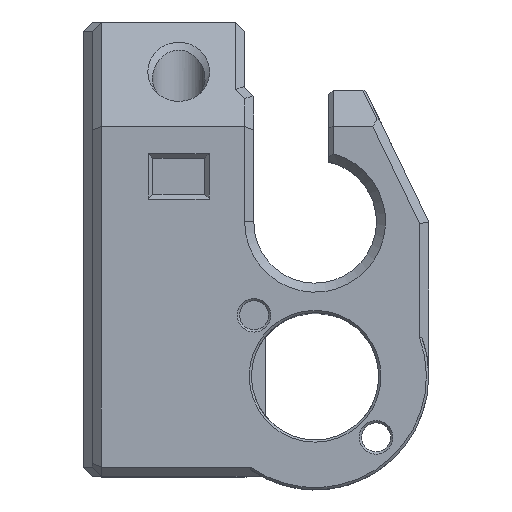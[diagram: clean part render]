
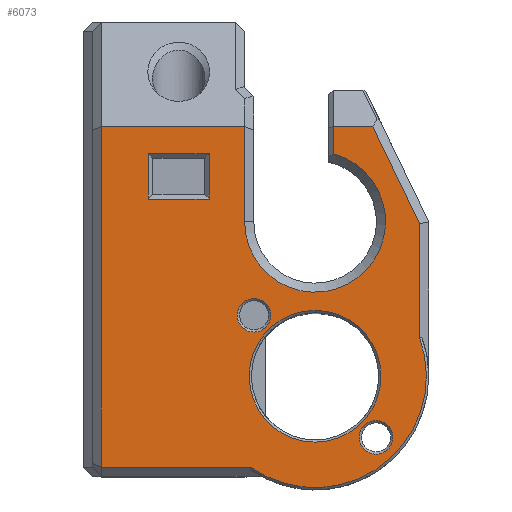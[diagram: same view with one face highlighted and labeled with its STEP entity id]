
A CAD part, top view. The second image highlights one B-rep face of the part: STEP entity #6073.
In plain terms, the highlighted planar face has unit normal (0, 0, 1).
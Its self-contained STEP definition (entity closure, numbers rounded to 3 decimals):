
#119=FACE_BOUND('',#1142,.T.);
#120=FACE_BOUND('',#1143,.T.);
#121=FACE_BOUND('',#1144,.T.);
#122=FACE_BOUND('',#1145,.T.);
#154=CIRCLE('',#6245,1.85);
#155=CIRCLE('',#6247,1.85);
#157=CIRCLE('',#6250,7.25);
#161=CIRCLE('',#6260,12.25);
#221=CIRCLE('',#6497,7.75);
#444=PLANE('',#6496);
#776=FACE_OUTER_BOUND('',#1141,.T.);
#1141=EDGE_LOOP('',(#5544,#5545,#5546,#5547,#5548,#5549,#5550,#5551,#5552,
#5553));
#1142=EDGE_LOOP('',(#5554));
#1143=EDGE_LOOP('',(#5555,#5556,#5557,#5558));
#1144=EDGE_LOOP('',(#5559));
#1145=EDGE_LOOP('',(#5560));
#1376=LINE('',#9133,#2018);
#1412=LINE('',#9369,#2054);
#1414=LINE('',#9374,#2056);
#1417=LINE('',#9378,#2059);
#1418=LINE('',#9380,#2060);
#1456=LINE('',#9710,#2098);
#1458=LINE('',#9714,#2100);
#1464=LINE('',#9734,#2106);
#1471=LINE('',#9807,#2113);
#1473=LINE('',#9816,#2115);
#1769=LINE('',#11221,#2411);
#1770=LINE('',#11222,#2412);
#2018=VECTOR('',#6838,10.);
#2054=VECTOR('',#6924,10.);
#2056=VECTOR('',#6928,10.);
#2059=VECTOR('',#6933,10.);
#2060=VECTOR('',#6936,10.);
#2098=VECTOR('',#7054,1000.);
#2100=VECTOR('',#7058,1000.);
#2106=VECTOR('',#7080,1000.);
#2113=VECTOR('',#7109,1000.);
#2115=VECTOR('',#7115,1000.);
#2411=VECTOR('',#7875,10.);
#2412=VECTOR('',#7876,1000.);
#2761=VERTEX_POINT('',#9130);
#2762=VERTEX_POINT('',#9132);
#2793=VERTEX_POINT('',#9364);
#2794=VERTEX_POINT('',#9368);
#2795=VERTEX_POINT('',#9372);
#2796=VERTEX_POINT('',#9373);
#2828=VERTEX_POINT('',#9590);
#2845=VERTEX_POINT('',#9709);
#2846=VERTEX_POINT('',#9713);
#2848=VERTEX_POINT('',#9719);
#2849=VERTEX_POINT('',#9723);
#2851=VERTEX_POINT('',#9729);
#2852=VERTEX_POINT('',#9733);
#2860=VERTEX_POINT('',#9800);
#2862=VERTEX_POINT('',#9811);
#3083=VERTEX_POINT('',#11219);
#3084=VERTEX_POINT('',#11220);
#3385=EDGE_CURVE('',#2761,#2762,#1376,.T.);
#3432=EDGE_CURVE('',#2794,#2793,#1412,.T.);
#3434=EDGE_CURVE('',#2795,#2796,#1414,.T.);
#3437=EDGE_CURVE('',#2796,#2761,#1417,.T.);
#3438=EDGE_CURVE('',#2762,#2795,#1418,.T.);
#3505=EDGE_CURVE('',#2845,#2828,#1456,.T.);
#3507=EDGE_CURVE('',#2845,#2846,#1458,.T.);
#3511=EDGE_CURVE('',#2848,#2848,#154,.T.);
#3513=EDGE_CURVE('',#2849,#2849,#155,.T.);
#3516=EDGE_CURVE('',#2851,#2851,#157,.T.);
#3517=EDGE_CURVE('',#2846,#2852,#1464,.T.);
#3529=EDGE_CURVE('',#2852,#2793,#161,.T.);
#3534=EDGE_CURVE('',#2860,#2794,#1471,.T.);
#3537=EDGE_CURVE('',#2862,#2828,#1473,.T.);
#3924=EDGE_CURVE('',#3083,#3084,#1769,.T.);
#3925=EDGE_CURVE('',#2860,#3083,#1770,.T.);
#3926=EDGE_CURVE('',#3084,#2862,#221,.T.);
#5544=ORIENTED_EDGE('',*,*,#3924,.F.);
#5545=ORIENTED_EDGE('',*,*,#3925,.F.);
#5546=ORIENTED_EDGE('',*,*,#3534,.T.);
#5547=ORIENTED_EDGE('',*,*,#3432,.T.);
#5548=ORIENTED_EDGE('',*,*,#3529,.F.);
#5549=ORIENTED_EDGE('',*,*,#3517,.F.);
#5550=ORIENTED_EDGE('',*,*,#3507,.F.);
#5551=ORIENTED_EDGE('',*,*,#3505,.T.);
#5552=ORIENTED_EDGE('',*,*,#3537,.F.);
#5553=ORIENTED_EDGE('',*,*,#3926,.F.);
#5554=ORIENTED_EDGE('',*,*,#3516,.F.);
#5555=ORIENTED_EDGE('',*,*,#3434,.F.);
#5556=ORIENTED_EDGE('',*,*,#3438,.F.);
#5557=ORIENTED_EDGE('',*,*,#3385,.F.);
#5558=ORIENTED_EDGE('',*,*,#3437,.F.);
#5559=ORIENTED_EDGE('',*,*,#3511,.T.);
#5560=ORIENTED_EDGE('',*,*,#3513,.T.);
#6073=ADVANCED_FACE('',(#776,#119,#120,#121,#122),#444,.F.);
#6245=AXIS2_PLACEMENT_3D('',#9721,#7064,#7065);
#6247=AXIS2_PLACEMENT_3D('',#9725,#7069,#7070);
#6250=AXIS2_PLACEMENT_3D('',#9731,#7076,#7077);
#6260=AXIS2_PLACEMENT_3D('',#9798,#7099,#7100);
#6496=AXIS2_PLACEMENT_3D('',#11218,#7873,#7874);
#6497=AXIS2_PLACEMENT_3D('',#11223,#7877,#7878);
#6838=DIRECTION('',(1.,0.,0.));
#6924=DIRECTION('',(1.,0.,0.));
#6928=DIRECTION('',(-1.,0.,0.));
#6933=DIRECTION('',(0.,-1.,0.));
#6936=DIRECTION('',(0.,1.,0.));
#7054=DIRECTION('',(-1.,0.,0.));
#7058=DIRECTION('',(0.434,-0.901,0.));
#7064=DIRECTION('center_axis',(0.,0.,-1.));
#7065=DIRECTION('ref_axis',(1.,0.,0.));
#7069=DIRECTION('center_axis',(0.,0.,-1.));
#7070=DIRECTION('ref_axis',(1.,0.,0.));
#7076=DIRECTION('center_axis',(0.,0.,
1.));
#7077=DIRECTION('ref_axis',(0.,1.,0.));
#7080=DIRECTION('',(0.,-1.,0.));
#7099=DIRECTION('center_axis',(0.,0.,-1.));
#7100=DIRECTION('ref_axis',(1.,0.,0.));
#7109=DIRECTION('',(0.,-1.,0.));
#7115=DIRECTION('',(0.,1.,0.));
#7873=DIRECTION('center_axis',(0.,0.,
-1.));
#7874=DIRECTION('ref_axis',(1.,0.,0.));
#7875=DIRECTION('',(0.,-1.,0.));
#7876=DIRECTION('',(1.,0.,0.));
#7877=DIRECTION('center_axis',(0.,0.,
1.));
#7878=DIRECTION('ref_axis',(0.398,-0.918,0.));
#9130=CARTESIAN_POINT('',(-18.35,-41.499,0.));
#9132=CARTESIAN_POINT('',(-11.65,-41.499,0.));
#9133=CARTESIAN_POINT('',(-38.868,-41.499,0.));
#9364=CARTESIAN_POINT('',(-7.077,-70.999,0.));
#9368=CARTESIAN_POINT('',(-23.5,-70.999,0.));
#9369=CARTESIAN_POINT('',(-62.736,-70.999,0.));
#9372=CARTESIAN_POINT('',(-11.65,-36.499,0.));
#9373=CARTESIAN_POINT('',(-18.35,-36.499,0.));
#9374=CARTESIAN_POINT('',(-40.293,-36.499,0.));
#9378=CARTESIAN_POINT('',(-18.35,-15.249,0.));
#9380=CARTESIAN_POINT('',(-11.65,-13.249,0.));
#9590=CARTESIAN_POINT('',(2.,-33.5,0.));
#9709=CARTESIAN_POINT('',(6.335,-33.5,0.));
#9710=CARTESIAN_POINT('',(0.,-33.5,0.));
#9713=CARTESIAN_POINT('',(11.5,-44.228,0.));
#9714=CARTESIAN_POINT('',(11.599,-44.434,0.));
#9719=CARTESIAN_POINT('',(4.868,-67.718,0.));
#9721=CARTESIAN_POINT('Origin',(6.718,-67.718,0.));
#9723=CARTESIAN_POINT('',(-8.568,-54.282,0.));
#9725=CARTESIAN_POINT('Origin',(-6.718,-54.282,0.));
#9729=CARTESIAN_POINT('',(0.,-68.25,0.));
#9731=CARTESIAN_POINT('Origin',(0.,-61.,0.));
#9733=CARTESIAN_POINT('',(11.5,-56.78,0.));
#9734=CARTESIAN_POINT('',(11.5,-61.,0.));
#9798=CARTESIAN_POINT('Origin',(0.,-61.,0.));
#9800=CARTESIAN_POINT('',(-23.5,-33.5,0.));
#9807=CARTESIAN_POINT('',(-23.5,10.5,0.));
#9811=CARTESIAN_POINT('',(2.,-36.513,0.));
#9816=CARTESIAN_POINT('',(2.,10.5,0.));
#11218=CARTESIAN_POINT('Origin',(-62.736,10.5,0.));
#11219=CARTESIAN_POINT('',(-7.75,-33.5,0.));
#11220=CARTESIAN_POINT('',(-7.75,-44.,0.));
#11221=CARTESIAN_POINT('',(-7.75,-13.49,0.));
#11222=CARTESIAN_POINT('',(-40.547,-33.5,0.));
#11223=CARTESIAN_POINT('Origin',(0.,-44.,0.));
